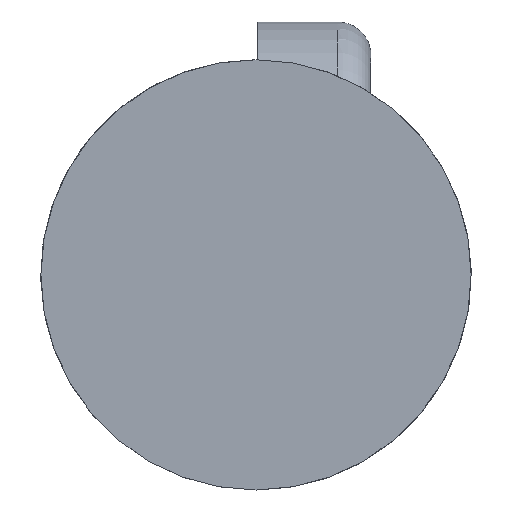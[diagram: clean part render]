
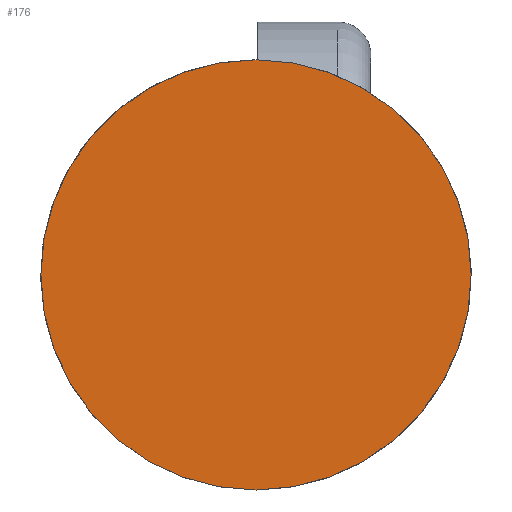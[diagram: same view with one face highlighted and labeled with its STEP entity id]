
A CAD part, front view. The second image highlights one B-rep face of the part: STEP entity #176.
In plain terms, the highlighted planar face has unit normal (0, -1, 0).
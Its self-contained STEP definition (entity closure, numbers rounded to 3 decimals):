
#176 = ADVANCED_FACE ( 'NONE', ( #1564 ), #350, .F. ) ;
#327 = CARTESIAN_POINT ( 'NONE',  ( -0.867, 0., -94.854 ) ) ;
#350 = PLANE ( 'NONE',  #2385 ) ;
#674 = EDGE_CURVE ( 'NONE', #1253, #2023, #2589, .T. ) ;
#694 = EDGE_CURVE ( 'NONE', #2023, #1253, #2229, .T. ) ;
#803 = DIRECTION ( 'NONE',  ( 0., 0., 1. ) ) ;
#844 = DIRECTION ( 'NONE',  ( 0., 0., 1. ) ) ;
#952 = AXIS2_PLACEMENT_3D ( 'NONE', #2970, #2697, #803 ) ;
#1028 = ORIENTED_EDGE ( 'NONE', *, *, #694, .F. ) ;
#1084 = DIRECTION ( 'NONE',  ( 0., 1., 0. ) ) ;
#1253 = VERTEX_POINT ( 'NONE', #1346 ) ;
#1346 = CARTESIAN_POINT ( 'NONE',  ( -0.867, 0., 95.146 ) ) ;
#1536 = CARTESIAN_POINT ( 'NONE',  ( -0.867, 0., 0.146 ) ) ;
#1564 = FACE_OUTER_BOUND ( 'NONE', #2614, .T. ) ;
#1988 = DIRECTION ( 'NONE',  ( 0., 1., 0. ) ) ;
#2023 = VERTEX_POINT ( 'NONE', #327 ) ;
#2229 = CIRCLE ( 'NONE', #952, 95. ) ;
#2300 = CARTESIAN_POINT ( 'NONE',  ( -0.867, 0., 0.146 ) ) ;
#2332 = AXIS2_PLACEMENT_3D ( 'NONE', #1536, #1988, #2484 ) ;
#2385 = AXIS2_PLACEMENT_3D ( 'NONE', #2300, #1084, #844 ) ;
#2484 = DIRECTION ( 'NONE',  ( 0., 0., 1. ) ) ;
#2589 = CIRCLE ( 'NONE', #2332, 95. ) ;
#2614 = EDGE_LOOP ( 'NONE', ( #1028, #3170 ) ) ;
#2697 = DIRECTION ( 'NONE',  ( 0., 1., 0. ) ) ;
#2970 = CARTESIAN_POINT ( 'NONE',  ( -0.867, 0., 0.146 ) ) ;
#3170 = ORIENTED_EDGE ( 'NONE', *, *, #674, .F. ) ;
